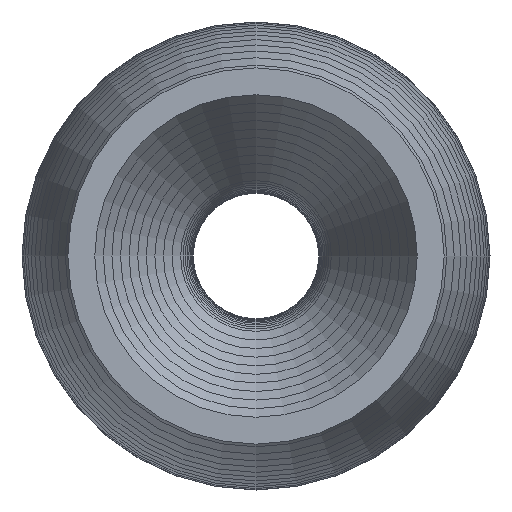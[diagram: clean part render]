
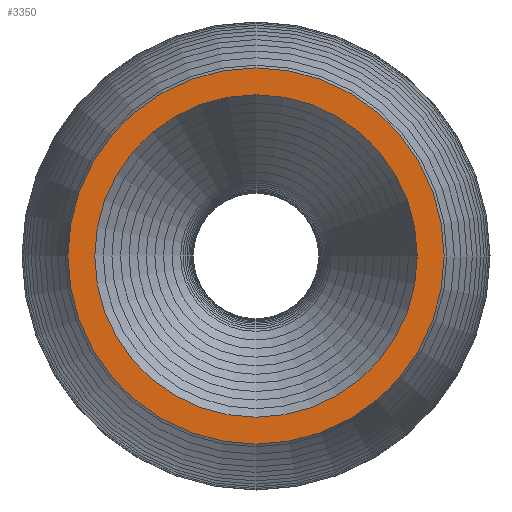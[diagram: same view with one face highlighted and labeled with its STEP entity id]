
A CAD part, left-side view. The second image highlights one B-rep face of the part: STEP entity #3350.
In plain terms, the highlighted planar face has unit normal (-1, 0, 0).
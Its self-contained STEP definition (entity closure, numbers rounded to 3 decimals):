
#21 = EDGE_CURVE('',#22,#22,#24,.T.);
#22 = VERTEX_POINT('',#23);
#23 = CARTESIAN_POINT('',(0.,0.053,0.));
#24 = SURFACE_CURVE('',#25,(#30,#42),.PCURVE_S1.);
#25 = CIRCLE('',#26,0.053);
#26 = AXIS2_PLACEMENT_3D('',#27,#28,#29);
#27 = CARTESIAN_POINT('',(0.,0.,0.));
#28 = DIRECTION('',(1.,0.,0.));
#29 = DIRECTION('',(-0.,1.,0.));
#30 = PCURVE('',#31,#36);
#31 = CYLINDRICAL_SURFACE('',#32,0.053);
#32 = AXIS2_PLACEMENT_3D('',#33,#34,#35);
#33 = CARTESIAN_POINT('',(0.,0.,0.));
#34 = DIRECTION('',(1.,0.,0.));
#35 = DIRECTION('',(-0.,1.,0.));
#36 = DEFINITIONAL_REPRESENTATION('',(#37),#41);
#37 = LINE('',#38,#39);
#38 = CARTESIAN_POINT('',(0.,0.));
#39 = VECTOR('',#40,1.);
#40 = DIRECTION('',(1.,0.));
#41 = ( GEOMETRIC_REPRESENTATION_CONTEXT(2) 
PARAMETRIC_REPRESENTATION_CONTEXT() REPRESENTATION_CONTEXT('2D SPACE',''
  ) );
#42 = PCURVE('',#43,#48);
#43 = PLANE('',#44);
#44 = AXIS2_PLACEMENT_3D('',#45,#46,#47);
#45 = CARTESIAN_POINT('',(0.,0.,0.));
#46 = DIRECTION('',(1.,0.,0.));
#47 = DIRECTION('',(-0.,1.,0.));
#48 = DEFINITIONAL_REPRESENTATION('',(#49),#53);
#49 = CIRCLE('',#50,0.053);
#50 = AXIS2_PLACEMENT_2D('',#51,#52);
#51 = CARTESIAN_POINT('',(0.,0.));
#52 = DIRECTION('',(1.,-0.));
#53 = ( GEOMETRIC_REPRESENTATION_CONTEXT(2) 
PARAMETRIC_REPRESENTATION_CONTEXT() REPRESENTATION_CONTEXT('2D SPACE',''
  ) );
#3350 = ADVANCED_FACE('',(#3351,#3354),#43,.F.);
#3351 = FACE_BOUND('',#3352,.T.);
#3352 = EDGE_LOOP('',(#3353));
#3353 = ORIENTED_EDGE('',*,*,#21,.T.);
#3354 = FACE_BOUND('',#3355,.T.);
#3355 = EDGE_LOOP('',(#3356));
#3356 = ORIENTED_EDGE('',*,*,#3357,.F.);
#3357 = EDGE_CURVE('',#3358,#3358,#3360,.T.);
#3358 = VERTEX_POINT('',#3359);
#3359 = CARTESIAN_POINT('',(0.,0.061,0.));
#3360 = SURFACE_CURVE('',#3361,(#3366,#3373),.PCURVE_S1.);
#3361 = CIRCLE('',#3362,0.061);
#3362 = AXIS2_PLACEMENT_3D('',#3363,#3364,#3365);
#3363 = CARTESIAN_POINT('',(0.,0.,0.));
#3364 = DIRECTION('',(1.,0.,0.));
#3365 = DIRECTION('',(-0.,1.,0.));
#3366 = PCURVE('',#43,#3367);
#3367 = DEFINITIONAL_REPRESENTATION('',(#3368),#3372);
#3368 = CIRCLE('',#3369,0.061);
#3369 = AXIS2_PLACEMENT_2D('',#3370,#3371);
#3370 = CARTESIAN_POINT('',(0.,0.));
#3371 = DIRECTION('',(1.,-0.));
#3372 = ( GEOMETRIC_REPRESENTATION_CONTEXT(2) 
PARAMETRIC_REPRESENTATION_CONTEXT() REPRESENTATION_CONTEXT('2D SPACE',''
  ) );
#3373 = PCURVE('',#3374,#3379);
#3374 = CYLINDRICAL_SURFACE('',#3375,0.061);
#3375 = AXIS2_PLACEMENT_3D('',#3376,#3377,#3378);
#3376 = CARTESIAN_POINT('',(0.,0.,0.));
#3377 = DIRECTION('',(1.,0.,0.));
#3378 = DIRECTION('',(-0.,1.,0.));
#3379 = DEFINITIONAL_REPRESENTATION('',(#3380),#3384);
#3380 = LINE('',#3381,#3382);
#3381 = CARTESIAN_POINT('',(0.,0.));
#3382 = VECTOR('',#3383,1.);
#3383 = DIRECTION('',(1.,0.));
#3384 = ( GEOMETRIC_REPRESENTATION_CONTEXT(2) 
PARAMETRIC_REPRESENTATION_CONTEXT() REPRESENTATION_CONTEXT('2D SPACE',''
  ) );
